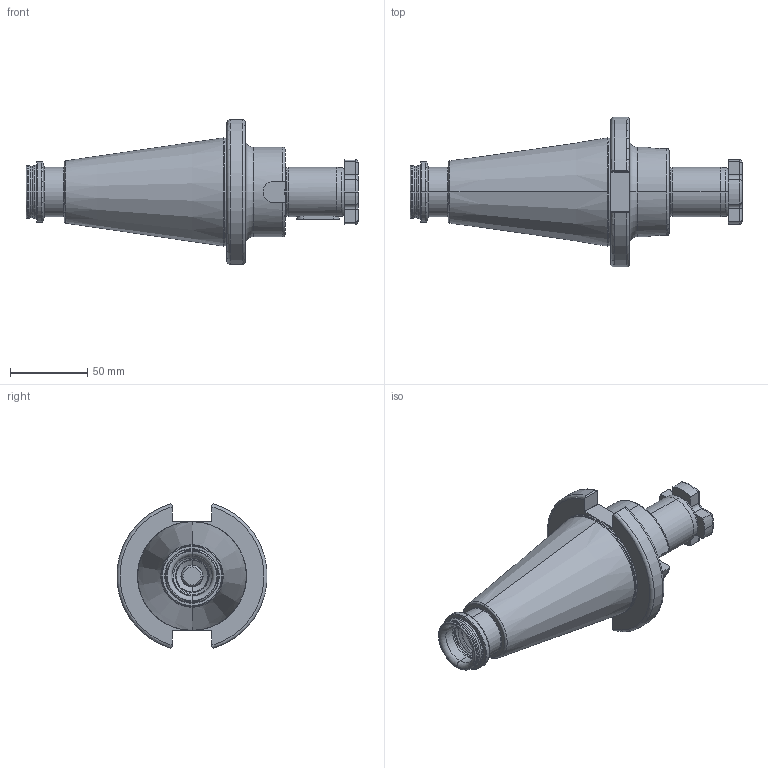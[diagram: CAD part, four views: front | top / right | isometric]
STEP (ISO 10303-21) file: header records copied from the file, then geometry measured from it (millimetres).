
FILE_DESCRIPTION (( 'STEP AP203' ), '1' );
FILE_NAME ('501.10.32.STEP', '2016-11-26T05:25:00', ( '' ), ( '' ), 'SwSTEP 2.0', 'SolidWorks 2012', '' );
FILE_SCHEMA (( 'CONFIG_CONTROL_DESIGN' ));
Length unit declared in the file: millimetre
Products named in the file (4): 十字螺絲FMB32; 501.10.32; SC32用鍵_8x7x28L
Assembly tree (3 placements, depth 2):
  501.10.32
    501.10.32
    十字螺絲FMB32
    SC32用鍵_8x7x28L
Bounding box: 214.8 x 96.94 x 93.38 mm (x, y, z)
Volume: 405319.8 mm3; surface area: 66397 mm2
Topology: 3 solids, 3 shells, 292 faces, 743 edges, 462 vertices
Faces by surface type: cylinder 143, torus 54, plane 50, cone 35, bspline 10
Entity records: 17748 total; most frequent: CARTESIAN_POINT 10833, ORIENTED_EDGE 1486, DIRECTION 1297, EDGE_CURVE 743, AXIS2_PLACEMENT_3D 516, VERTEX_POINT 462, EDGE_LOOP 301, FACE_OUTER_BOUND 292
